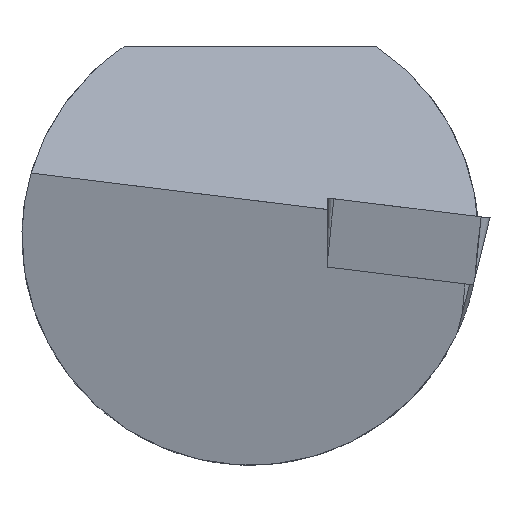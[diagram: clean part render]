
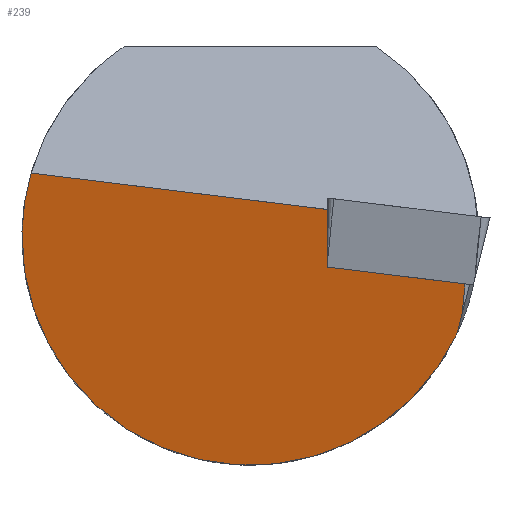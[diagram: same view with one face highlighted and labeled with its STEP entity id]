
A CAD part, left-side view. The second image highlights one B-rep face of the part: STEP entity #239.
In plain terms, the highlighted planar face has unit normal (-0.978, 0.186, -0.1).
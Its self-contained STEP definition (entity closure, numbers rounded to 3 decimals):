
#208=ELLIPSE('',#608,6.138,6.);
#239=ADVANCED_FACE('',(#277),#258,.F.);
#258=PLANE('',#617);
#277=FACE_OUTER_BOUND('',#300,.T.);
#300=EDGE_LOOP('',(#357,#358,#359,#360,#361,#362));
#357=ORIENTED_EDGE('',*,*,#490,.F.);
#358=ORIENTED_EDGE('',*,*,#491,.T.);
#359=ORIENTED_EDGE('',*,*,#487,.F.);
#360=ORIENTED_EDGE('',*,*,#477,.F.);
#361=ORIENTED_EDGE('',*,*,#465,.T.);
#362=ORIENTED_EDGE('',*,*,#469,.F.);
#428=VERTEX_POINT('',#752);
#429=VERTEX_POINT('',#754);
#431=VERTEX_POINT('',#760);
#438=VERTEX_POINT('',#820);
#443=VERTEX_POINT('',#834);
#445=VERTEX_POINT('',#848);
#465=EDGE_CURVE('',#429,#428,#521,.T.);
#469=EDGE_CURVE('',#431,#428,#524,.T.);
#477=EDGE_CURVE('',#429,#438,#208,.T.);
#487=EDGE_CURVE('',#438,#443,#533,.T.);
#490=EDGE_CURVE('',#445,#431,#534,.T.);
#491=EDGE_CURVE('',#445,#443,#535,.T.);
#521=LINE('',#753,#561);
#524=LINE('',#761,#564);
#533=LINE('',#837,#573);
#534=LINE('',#847,#574);
#535=LINE('',#849,#575);
#561=VECTOR('',#639,1.);
#564=VECTOR('',#646,1.);
#573=VECTOR('',#677,1.);
#574=VECTOR('',#686,1.);
#575=VECTOR('',#687,1.);
#608=AXIS2_PLACEMENT_3D('',#819,#660,#661);
#617=AXIS2_PLACEMENT_3D('',#850,#688,#689);
#639=DIRECTION('',(-0.144,-0.239,0.96));
#646=DIRECTION('',(0.12,0.1,-0.988));
#660=DIRECTION('',(0.977,-0.186,0.1));
#661=DIRECTION('',(-0.211,-0.861,0.463));
#677=DIRECTION('',(-0.174,-0.977,-0.12));
#686=DIRECTION('',(-0.174,-0.977,-0.12));
#687=DIRECTION('',(-0.102,0.,0.995));
#688=DIRECTION('',(0.977,-0.186,0.1));
#689=DIRECTION('',(0.187,0.982,0.));
#752=CARTESIAN_POINT('',(0.463,-5.564,-2.044));
#753=CARTESIAN_POINT('',(0.736,-5.109,-3.865));
#754=CARTESIAN_POINT('',(0.535,-5.444,-2.522));
#760=CARTESIAN_POINT('',(0.365,-5.646,-1.233));
#761=CARTESIAN_POINT('',(0.365,-5.646,-1.233));
#819=CARTESIAN_POINT('',(1.313,0.,0.));
#820=CARTESIAN_POINT('',(2.237,5.76,1.679));
#834=CARTESIAN_POINT('',(0.852,-2.032,0.722));
#837=CARTESIAN_POINT('',(10.801,53.969,7.598));
#847=CARTESIAN_POINT('',(3.638,12.778,1.029));
#848=CARTESIAN_POINT('',(1.007,-2.032,-0.789));
#849=CARTESIAN_POINT('',(0.85,-2.032,0.744));
#850=CARTESIAN_POINT('',(3.638,12.778,1.029));
